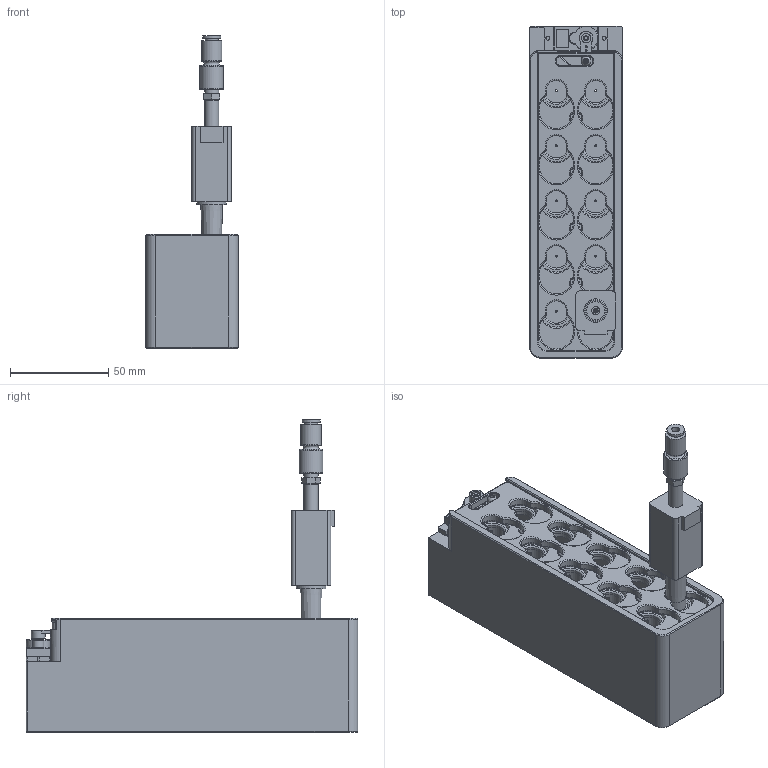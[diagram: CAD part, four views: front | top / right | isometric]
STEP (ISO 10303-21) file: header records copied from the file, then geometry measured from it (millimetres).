
FILE_DESCRIPTION(/* description */ (''),/* implementation_level */ '2;1');
FILE_NAME(/* name */ 'Nozzle_Changer.step',/* time_stamp */ '2023-08-10T11:31:20+02:00',/* author */ (''),/* organization */ (''),/* preprocessor_version */ 'ST-DEVELOPER v20',/* originating_system */ 'Autodesk Translation Framework v12.9.0.99',/* authorisation */ '');
FILE_SCHEMA (('AUTOMOTIVE_DESIGN { 1 0 10303 214 3 1 1 }'));
Length unit declared in the file: millimetre
Products named in the file (12): Nozzle_Changer; Top_Slider; Nozzle_Motor_Head; Rotation_Fitting; Rotation_Fitting_1; Juki_Nozzle; Nozzle_Adapter; Shaft_Coupler; Servo 9g; microservoSG90; microservoArm_A2; Joint_Ball
Assembly tree (11 placements, depth 4):
  Nozzle_Changer
    Top_Slider
    Nozzle_Motor_Head
      Rotation_Fitting
        Rotation_Fitting_1
      Juki_Nozzle
      Nozzle_Adapter
      Shaft_Coupler
    Servo 9g
      microservoSG90
      microservoArm_A2
    Joint_Ball
Bounding box: 47 x 168.6 x 158.75 mm (x, y, z)
Volume: 220078.1 mm3; surface area: 110620.1 mm2
Topology: 25 solids, 25 shells, 842 faces, 1952 edges, 1184 vertices
Faces by surface type: cylinder 329, plane 302, torus 109, cone 65, bspline 32, sphere 5
Full cylindrical faces by diameter (mm): 1 x15, 1.4 x1, 1.567 x4, 1.6 x1, 2 x5, 2.4 x2, 2.5 x4, 2.8 x1, 3 x2, 3.3 x4, 3.5 x1, 4 x1, 4.5 x1, 4.7 x1, 4.9 x2, 5 x4, 5.5 x1, 6 x4, 6.56 x1, 7 x3, 7.2 x1, 7.224 x1, 9.12 x1, 10 x1, 10.4 x1, 12 x1, 12.4 x20, 15 x1, 16 x1, 16.4 x20
Entity records: 27185 total; most frequent: CARTESIAN_POINT 7137, DIRECTION 4338, ORIENTED_EDGE 3888, EDGE_CURVE 1944, AXIS2_PLACEMENT_3D 1699, VERTEX_POINT 1184, EDGE_LOOP 1000, LINE 940
